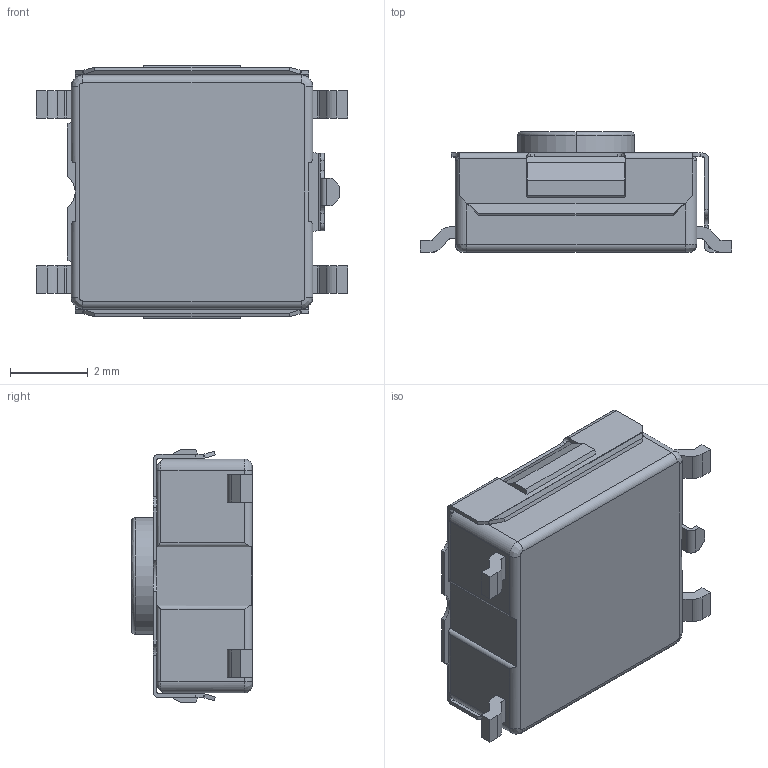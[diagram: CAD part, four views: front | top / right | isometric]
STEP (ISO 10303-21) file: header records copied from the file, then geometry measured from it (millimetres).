
FILE_DESCRIPTION (( 'STEP AP214' ), '1' );
FILE_NAME ('SKHMQKE010.STEP', '2024-11-11T11:33:15', ( '' ), ( '' ), 'SwSTEP 2.0', 'SolidWorks 2024', '' );
FILE_SCHEMA (( 'AUTOMOTIVE_DESIGN' ));
Length unit declared in the file: millimetre
Products named in the file (1): SKHMQKE010
Bounding box: 8 x 3.1 x 6.5 mm (x, y, z)
Volume: 100.5 mm3; surface area: 189.2 mm2
Topology: 1 solids, 1 shells, 201 faces, 540 edges, 339 vertices
Faces by surface type: plane 114, cylinder 69, bspline 18
Entity records: 8354 total; most frequent: CARTESIAN_POINT 1681, ORIENTED_EDGE 1080, DIRECTION 979, EDGE_CURVE 540, VECTOR 385, LINE 385, VERTEX_POINT 339, AXIS2_PLACEMENT_3D 297
